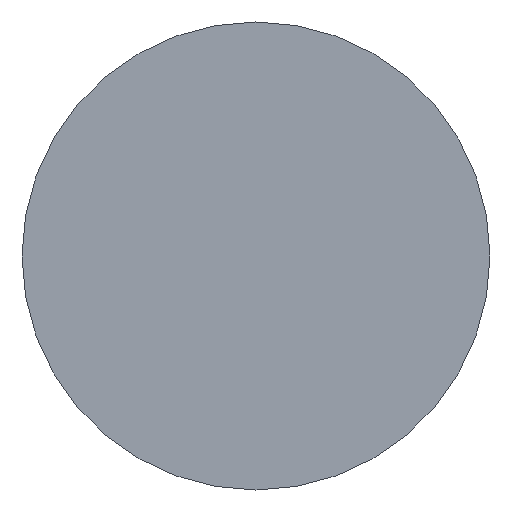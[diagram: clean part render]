
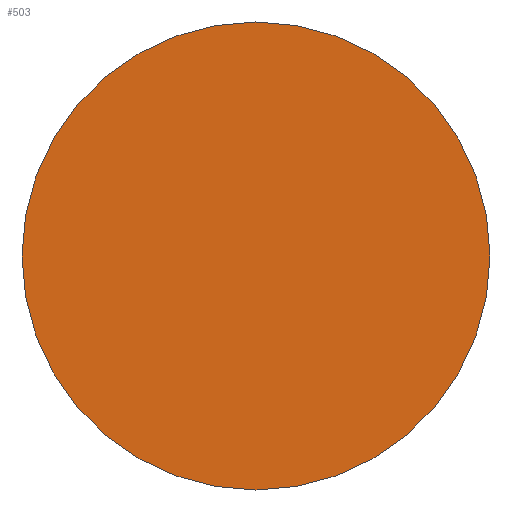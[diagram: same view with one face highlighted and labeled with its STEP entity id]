
A CAD part, front view. The second image highlights one B-rep face of the part: STEP entity #503.
In plain terms, the highlighted planar face has unit normal (0, -1, 0).
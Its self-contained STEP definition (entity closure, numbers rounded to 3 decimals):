
#144=FACE_OUTER_BOUND('',#183,.T.);
#183=EDGE_LOOP('',(#422));
#216=CIRCLE('',#597,25.);
#259=VERTEX_POINT('',#891);
#316=EDGE_CURVE('',#259,#259,#216,.T.);
#422=ORIENTED_EDGE('',*,*,#316,.T.);
#475=PLANE('',#596);
#503=ADVANCED_FACE('',(#144),#475,.T.);
#596=AXIS2_PLACEMENT_3D('',#890,#734,#735);
#597=AXIS2_PLACEMENT_3D('',#892,#736,#737);
#734=DIRECTION('center_axis',(0.,-1.,0.));
#735=DIRECTION('ref_axis',(0.,0.,1.));
#736=DIRECTION('center_axis',(0.,-1.,0.));
#737=DIRECTION('ref_axis',(0.,0.,1.));
#890=CARTESIAN_POINT('Origin',(0.,0.,0.));
#891=CARTESIAN_POINT('',(0.,0.,-25.));
#892=CARTESIAN_POINT('Origin',(0.,0.,0.));
